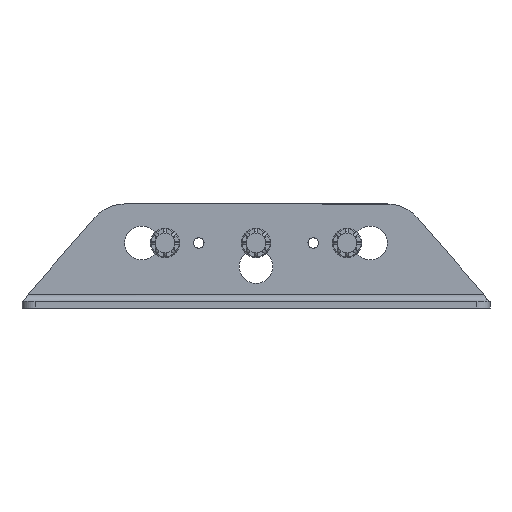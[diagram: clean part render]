
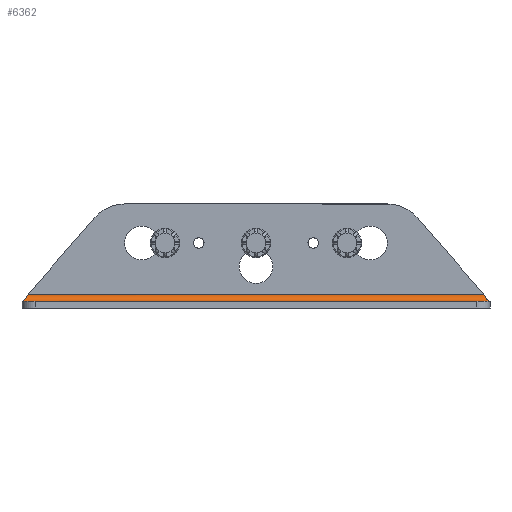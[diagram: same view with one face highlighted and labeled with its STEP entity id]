
A CAD part, left-side view. The second image highlights one B-rep face of the part: STEP entity #6362.
In plain terms, the highlighted cylindrical face has radius 3.416 mm (diameter 6.833 mm), a partial arc.
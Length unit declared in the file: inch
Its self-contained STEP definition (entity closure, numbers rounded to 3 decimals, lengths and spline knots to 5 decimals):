
#60 = CARTESIAN_POINT ( 'NONE',  ( 0.2405, 4.5, 0. ) ) ;
#108 = CARTESIAN_POINT ( 'NONE',  ( 0.29998, -4.46601, 0.01354 ) ) ;
#416 = FACE_OUTER_BOUND ( 'NONE', #4613, .T. ) ;
#429 = CARTESIAN_POINT ( 'NONE',  ( 0.34195, 4.43664, 0.04576 ) ) ;
#466 = CARTESIAN_POINT ( 'NONE',  ( 0.2405, 4.5, 0. ) ) ;
#636 = DIRECTION ( 'NONE',  ( 0., 1., 0. ) ) ;
#1053 = CARTESIAN_POINT ( 'NONE',  ( 0.375, 4.38322, 0.1345 ) ) ;
#1141 = ORIENTED_EDGE ( 'NONE', *, *, #6096, .T. ) ;
#1144 = CARTESIAN_POINT ( 'NONE',  ( 0.32244, -4.45141, 0.02748 ) ) ;
#1175 = CARTESIAN_POINT ( 'NONE',  ( 0.34742, -4.4319, 0.05243 ) ) ;
#1215 = CARTESIAN_POINT ( 'NONE',  ( 0.30785, -4.46111, 0.01775 ) ) ;
#1525 = VECTOR ( 'NONE', #636, 39.37008 ) ;
#1529 = CARTESIAN_POINT ( 'NONE',  ( 0.36146, 4.4172, 0.07502 ) ) ;
#1605 = CARTESIAN_POINT ( 'NONE',  ( 0.25816, 4.49024, 0.00088 ) ) ;
#1764 = VERTEX_POINT ( 'NONE', #1954 ) ;
#1846 = EDGE_CURVE ( 'NONE', #3597, #6901, #5421, .T. ) ;
#1954 = CARTESIAN_POINT ( 'NONE',  ( 0.375, -4.38322, 0.1345 ) ) ;
#2118 = DIRECTION ( 'NONE',  ( 0., 1., 0. ) ) ;
#2161 = DIRECTION ( 'NONE',  ( 1., 0., 0. ) ) ;
#2172 = CARTESIAN_POINT ( 'NONE',  ( 0.32946, 4.44642, 0.03323 ) ) ;
#2210 = CARTESIAN_POINT ( 'NONE',  ( 0.32257, 4.45132, 0.02758 ) ) ;
#2335 = ORIENTED_EDGE ( 'NONE', *, *, #5057, .T. ) ;
#2364 = CARTESIAN_POINT ( 'NONE',  ( 0.35717, -4.4222, 0.067 ) ) ;
#2606 = CARTESIAN_POINT ( 'NONE',  ( 0.375, 4.38322, 0.1345 ) ) ;
#2671 = CYLINDRICAL_SURFACE ( 'NONE', #4377, 0.1345 ) ;
#3410 = CARTESIAN_POINT ( 'NONE',  ( 0.375, -4.38813, 0.12561 ) ) ;
#3428 = LINE ( 'NONE', #60, #6397 ) ;
#3500 = DIRECTION ( 'NONE',  ( 0., -1., 0. ) ) ;
#3511 = CARTESIAN_POINT ( 'NONE',  ( 0.2405, 4.5, 0. ) ) ;
#3515 = CARTESIAN_POINT ( 'NONE',  ( 0.27549, -4.48066, 0.00343 ) ) ;
#3550 = CARTESIAN_POINT ( 'NONE',  ( 0.32924, -4.44658, 0.03305 ) ) ;
#3560 = CARTESIAN_POINT ( 'NONE',  ( 0.375, -4.38322, 0.1345 ) ) ;
#3597 = VERTEX_POINT ( 'NONE', #2606 ) ;
#3799 = CARTESIAN_POINT ( 'NONE',  ( 0.24939, 4.49508, 0. ) ) ;
#3916 = CARTESIAN_POINT ( 'NONE',  ( 0.30025, 4.46585, 0.01368 ) ) ;
#3998 = CARTESIAN_POINT ( 'NONE',  ( 0.2405, -4.5, 0. ) ) ;
#4032 = ORIENTED_EDGE ( 'NONE', *, *, #5411, .T. ) ;
#4116 = LINE ( 'NONE', #3560, #1525 ) ;
#4210 = B_SPLINE_CURVE_WITH_KNOTS ( 'NONE', 3,
 ( #3998, #6863, #3515, #108, #1215, #1144, #3550, #6271, #1175, #2364, #4527, #5681, #4634, #6940, #3410, #6801 ),
 .UNSPECIFIED., .F., .F.,
 ( 4, 2, 2, 2, 2, 2, 2, 4 ),
 ( 0., 0.00152, 0.00228, 0.00304, 0.0038, 0.00456, 0.00532, 0.00608 ),
 .UNSPECIFIED. ) ;
#4350 = CARTESIAN_POINT ( 'NONE',  ( 0.34752, 4.43181, 0.05256 ) ) ;
#4377 = AXIS2_PLACEMENT_3D ( 'NONE', #5984, #2118, #2161 ) ;
#4434 = CARTESIAN_POINT ( 'NONE',  ( 0.308, 4.46101, 0.01783 ) ) ;
#4527 = CARTESIAN_POINT ( 'NONE',  ( 0.36132, -4.41737, 0.07475 ) ) ;
#4613 = EDGE_LOOP ( 'NONE', ( #1141, #4032, #2335, #4860 ) ) ;
#4634 = CARTESIAN_POINT ( 'NONE',  ( 0.37069, -4.40269, 0.09962 ) ) ;
#4860 = ORIENTED_EDGE ( 'NONE', *, *, #1846, .T. ) ;
#4987 = CARTESIAN_POINT ( 'NONE',  ( 0.27538, 4.48053, 0.00431 ) ) ;
#5057 = EDGE_CURVE ( 'NONE', #1764, #3597, #4116, .T. ) ;
#5071 = CARTESIAN_POINT ( 'NONE',  ( 0.2839, 4.47564, 0.00689 ) ) ;
#5411 = EDGE_CURVE ( 'NONE', #5646, #1764, #4210, .T. ) ;
#5421 = B_SPLINE_CURVE_WITH_KNOTS ( 'NONE', 3,
 ( #1053, #6117, #6711, #1529, #6626, #4350, #429, #2172, #2210, #4434, #3916, #5071, #4987, #1605, #3799, #466 ),
 .UNSPECIFIED., .F., .F.,
 ( 4, 2, 2, 2, 2, 2, 2, 4 ),
 ( 0., 0.00152, 0.00228, 0.00304, 0.0038, 0.00456, 0.00532, 0.00608 ),
 .UNSPECIFIED. ) ;
#5646 = VERTEX_POINT ( 'NONE', #6749 ) ;
#5681 = CARTESIAN_POINT ( 'NONE',  ( 0.36811, -4.40758, 0.0911 ) ) ;
#5984 = CARTESIAN_POINT ( 'NONE',  ( 0.2405, 4.5, 0.1345 ) ) ;
#6096 = EDGE_CURVE ( 'NONE', #6901, #5646, #3428, .T. ) ;
#6117 = CARTESIAN_POINT ( 'NONE',  ( 0.375, 4.39305, 0.11672 ) ) ;
#6271 = CARTESIAN_POINT ( 'NONE',  ( 0.34177, -4.4368, 0.04554 ) ) ;
#6362 = ADVANCED_FACE ( 'NONE', ( #416 ), #2671, .F. ) ;
#6397 = VECTOR ( 'NONE', #3500, 39.37008 ) ;
#6626 = CARTESIAN_POINT ( 'NONE',  ( 0.35725, 4.42211, 0.06715 ) ) ;
#6711 = CARTESIAN_POINT ( 'NONE',  ( 0.37157, 4.40255, 0.09951 ) ) ;
#6749 = CARTESIAN_POINT ( 'NONE',  ( 0.2405, -4.5, 0. ) ) ;
#6801 = CARTESIAN_POINT ( 'NONE',  ( 0.375, -4.38322, 0.1345 ) ) ;
#6863 = CARTESIAN_POINT ( 'NONE',  ( 0.25828, -4.49017, 0. ) ) ;
#6901 = VERTEX_POINT ( 'NONE', #3511 ) ;
#6940 = CARTESIAN_POINT ( 'NONE',  ( 0.37412, -4.39298, 0.11684 ) ) ;
